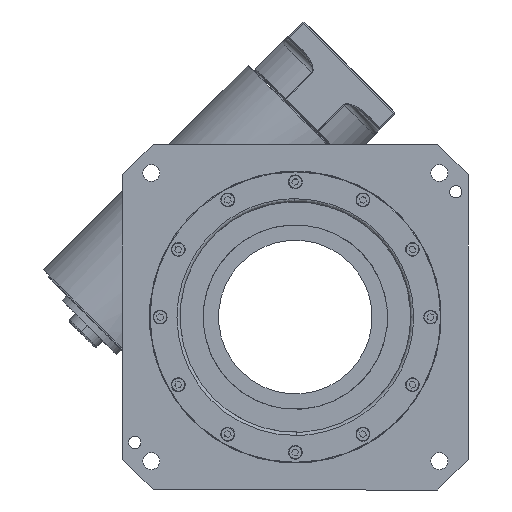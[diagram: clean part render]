
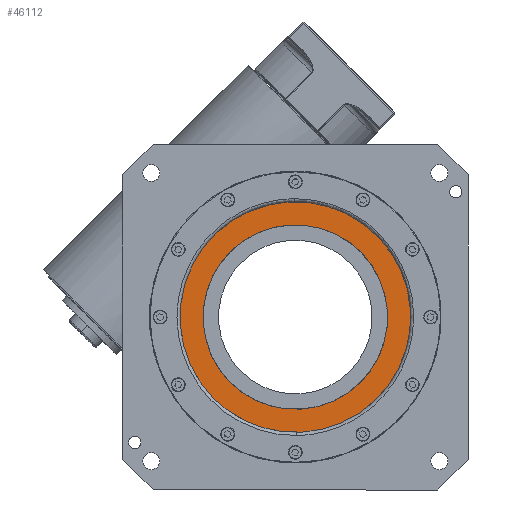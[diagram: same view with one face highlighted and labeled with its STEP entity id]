
A CAD part, front view. The second image highlights one B-rep face of the part: STEP entity #46112.
In plain terms, the highlighted planar face has unit normal (0, -1, 0).
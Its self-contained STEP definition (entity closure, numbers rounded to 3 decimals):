
#2849 = ORIENTED_EDGE ( 'NONE', *, *, #34022, .T. ) ;
#3333 = AXIS2_PLACEMENT_3D ( 'NONE', #19909, #27056, #3465 ) ;
#3465 = DIRECTION ( 'NONE',  ( -0.236, 0., 0.972 ) ) ;
#3550 = CIRCLE ( 'NONE', #27289, 75. ) ;
#5014 = ORIENTED_EDGE ( 'NONE', *, *, #15130, .F. ) ;
#7670 = DIRECTION ( 'NONE',  ( 0., -1., 0. ) ) ;
#8644 = DIRECTION ( 'NONE',  ( 0., -1., 0. ) ) ;
#9105 = VERTEX_POINT ( 'NONE', #27648 ) ;
#10439 = DIRECTION ( 'NONE',  ( -0.236, 0., 0.972 ) ) ;
#11015 = CIRCLE ( 'NONE', #39793, 60. ) ;
#12605 = DIRECTION ( 'NONE',  ( -0.236, 0., 0.972 ) ) ;
#13111 = DIRECTION ( 'NONE',  ( 0., -1., 0. ) ) ;
#15130 = EDGE_CURVE ( 'NONE', #39286, #9105, #37783, .T. ) ;
#15728 = DIRECTION ( 'NONE',  ( -0.236, 0., 0.972 ) ) ;
#18148 = ORIENTED_EDGE ( 'NONE', *, *, #23132, .F. ) ;
#19909 = CARTESIAN_POINT ( 'NONE',  ( 0., 19., 0. ) ) ;
#20608 = FACE_BOUND ( 'NONE', #30424, .T. ) ;
#21089 = VERTEX_POINT ( 'NONE', #31681 ) ;
#22885 = CARTESIAN_POINT ( 'NONE',  ( 0., 19., 0. ) ) ;
#23117 = DIRECTION ( 'NONE',  ( -0.236, 0., 0.972 ) ) ;
#23132 = EDGE_CURVE ( 'NONE', #9105, #39286, #11015, .T. ) ;
#23419 = CARTESIAN_POINT ( 'NONE',  ( 0., 19., 0. ) ) ;
#23912 = AXIS2_PLACEMENT_3D ( 'NONE', #25193, #13111, #12605 ) ;
#25193 = CARTESIAN_POINT ( 'NONE',  ( 72.882, 19., 17.697 ) ) ;
#27056 = DIRECTION ( 'NONE',  ( 0., -1., 0. ) ) ;
#27289 = AXIS2_PLACEMENT_3D ( 'NONE', #43925, #8644, #10439 ) ;
#27648 = CARTESIAN_POINT ( 'NONE',  ( 14.158, 19., -58.306 ) ) ;
#28112 = CARTESIAN_POINT ( 'NONE',  ( -14.158, 19., 58.306 ) ) ;
#30424 = EDGE_LOOP ( 'NONE', ( #5014, #18148 ) ) ;
#31681 = CARTESIAN_POINT ( 'NONE',  ( 17.697, 19., -72.882 ) ) ;
#32011 = CIRCLE ( 'NONE', #32838, 75. ) ;
#32838 = AXIS2_PLACEMENT_3D ( 'NONE', #22885, #7670, #23117 ) ;
#33156 = ORIENTED_EDGE ( 'NONE', *, *, #39833, .T. ) ;
#34022 = EDGE_CURVE ( 'NONE', #21089, #36415, #3550, .T. ) ;
#36255 = FACE_OUTER_BOUND ( 'NONE', #41519, .T. ) ;
#36415 = VERTEX_POINT ( 'NONE', #48996 ) ;
#37783 = CIRCLE ( 'NONE', #3333, 60. ) ;
#39286 = VERTEX_POINT ( 'NONE', #28112 ) ;
#39793 = AXIS2_PLACEMENT_3D ( 'NONE', #23419, #49958, #15728 ) ;
#39833 = EDGE_CURVE ( 'NONE', #36415, #21089, #32011, .T. ) ;
#41519 = EDGE_LOOP ( 'NONE', ( #33156, #2849 ) ) ;
#43925 = CARTESIAN_POINT ( 'NONE',  ( 0., 19., 0. ) ) ;
#46112 = ADVANCED_FACE ( 'NONE', ( #36255, #20608 ), #48378, .T. ) ;
#48378 = PLANE ( 'NONE',  #23912 ) ;
#48996 = CARTESIAN_POINT ( 'NONE',  ( -17.697, 19., 72.882 ) ) ;
#49958 = DIRECTION ( 'NONE',  ( 0., -1., 0. ) ) ;
